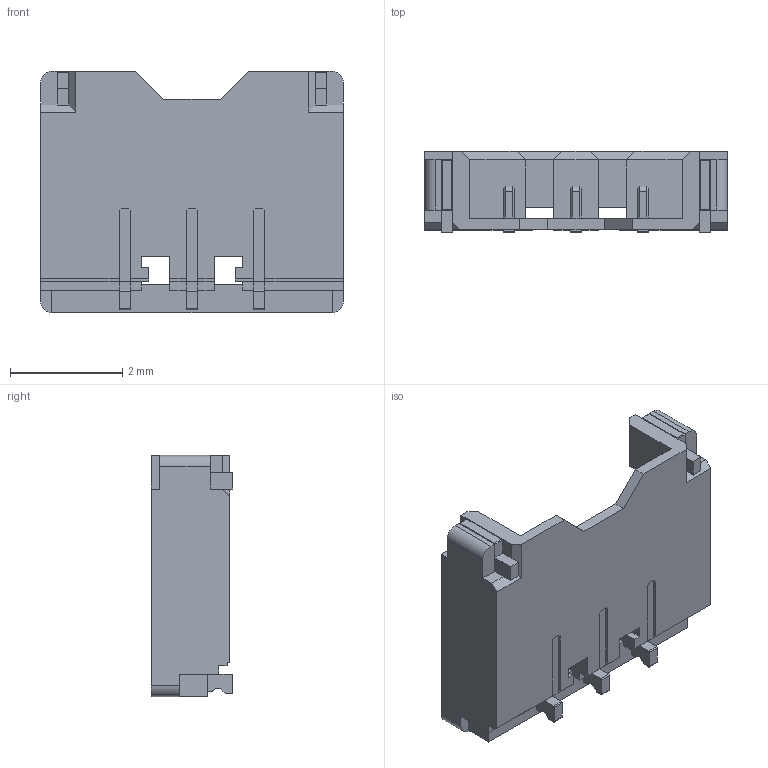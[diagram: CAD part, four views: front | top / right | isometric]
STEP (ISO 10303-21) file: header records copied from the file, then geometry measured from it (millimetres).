
FILE_DESCRIPTION (( 'STEP AP214' ), '1' );
FILE_NAME ('BM03B-ACHSS-GAN-TF(LF)(SN).STEP', '2021-09-23T08:54:12', ( '' ), ( '' ), 'SwSTEP 2.0', 'SolidWorks 2017', '' );
FILE_SCHEMA (( 'AUTOMOTIVE_DESIGN' ));
Length unit declared in the file: millimetre
Products named in the file (1): BM03B-ACHSS-GAN-TF(LF)(SN)
Bounding box: 5.4 x 1.45 x 4.3 mm (x, y, z)
Volume: 13.3 mm3; surface area: 99.1 mm2
Topology: 6 solids, 6 shells, 278 faces, 751 edges, 474 vertices
Faces by surface type: plane 243, cylinder 27, cone 8
Entity records: 8584 total; most frequent: CARTESIAN_POINT 1502, ORIENTED_EDGE 1498, DIRECTION 1367, EDGE_CURVE 749, VECTOR 689, LINE 689, VERTEX_POINT 474, AXIS2_PLACEMENT_3D 339
